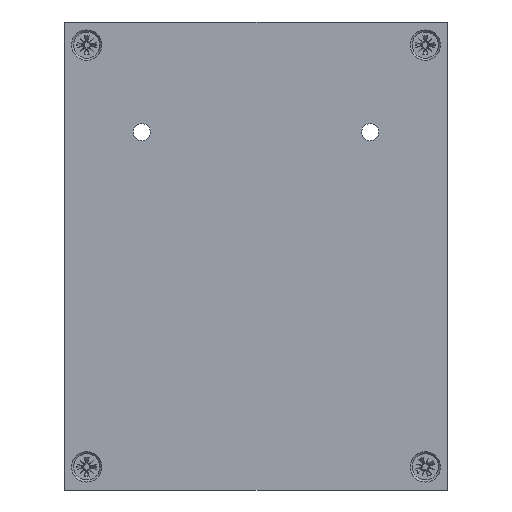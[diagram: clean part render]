
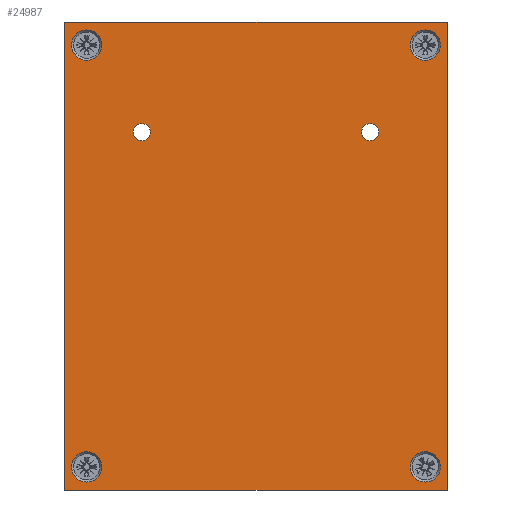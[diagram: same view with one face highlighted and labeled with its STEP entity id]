
A CAD part, front view. The second image highlights one B-rep face of the part: STEP entity #24987.
In plain terms, the highlighted planar face has unit normal (0, -1, 0).
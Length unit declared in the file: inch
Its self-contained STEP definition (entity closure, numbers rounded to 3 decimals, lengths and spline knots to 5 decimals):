
#308 = AXIS2_PLACEMENT_3D ( 'NONE', #20952, #4819, #28112 ) ;
#1918 = VERTEX_POINT ( 'NONE', #28584 ) ;
#2688 = AXIS2_PLACEMENT_3D ( 'NONE', #24965, #40658, #5496 ) ;
#2716 = ORIENTED_EDGE ( 'NONE', *, *, #28318, .T. ) ;
#3210 = EDGE_CURVE ( 'NONE', #11865, #32428, #37034, .T. ) ;
#3216 = ORIENTED_EDGE ( 'NONE', *, *, #43408, .T. ) ;
#3422 = AXIS2_PLACEMENT_3D ( 'NONE', #47936, #43586, #24071 ) ;
#3553 = FACE_BOUND ( 'NONE', #16300, .T. ) ;
#3760 = CARTESIAN_POINT ( 'NONE',  ( -1.99987, -0.31353, 3.24606 ) ) ;
#4201 = AXIS2_PLACEMENT_3D ( 'NONE', #32297, #4907, #27936 ) ;
#4333 = CIRCLE ( 'NONE', #2688, 0.1378 ) ;
#4819 = DIRECTION ( 'NONE',  ( 0., 1., 0. ) ) ;
#4907 = DIRECTION ( 'NONE',  ( 0., 1., 0. ) ) ;
#5348 = ORIENTED_EDGE ( 'NONE', *, *, #20600, .T. ) ;
#5496 = DIRECTION ( 'NONE',  ( 1., 0., 0. ) ) ;
#5587 = CIRCLE ( 'NONE', #12021, 0.1378 ) ;
#7118 = DIRECTION ( 'NONE',  ( 1., 0., 0. ) ) ;
#7151 = FACE_BOUND ( 'NONE', #22502, .T. ) ;
#7487 = CIRCLE ( 'NONE', #4201, 0.1378 ) ;
#7527 = CARTESIAN_POINT ( 'NONE',  ( 0.63186, -0.31353, 4.03606 ) ) ;
#7688 = CIRCLE ( 'NONE', #308, 0.1378 ) ;
#8830 = CARTESIAN_POINT ( 'NONE',  ( -2.77727, -0.31353, 0. ) ) ;
#8944 = AXIS2_PLACEMENT_3D ( 'NONE', #19768, #39534, #35378 ) ;
#8961 = LINE ( 'NONE', #35881, #46156 ) ;
#9568 = DIRECTION ( 'NONE',  ( 0., 0., 1. ) ) ;
#10502 = EDGE_CURVE ( 'NONE', #48607, #10655, #8961, .T. ) ;
#10560 = CIRCLE ( 'NONE', #8944, 0.07799 ) ;
#10655 = VERTEX_POINT ( 'NONE', #8830 ) ;
#10695 = FACE_BOUND ( 'NONE', #13500, .T. ) ;
#11182 = DIRECTION ( 'NONE',  ( 1., 0., 0. ) ) ;
#11865 = VERTEX_POINT ( 'NONE', #26712 ) ;
#12021 = AXIS2_PLACEMENT_3D ( 'NONE', #30486, #46169, #11182 ) ;
#12057 = VERTEX_POINT ( 'NONE', #7527 ) ;
#12572 = LINE ( 'NONE', #47798, #33803 ) ;
#13170 = EDGE_LOOP ( 'NONE', ( #2716 ) ) ;
#13500 = EDGE_LOOP ( 'NONE', ( #36918 ) ) ;
#14208 = EDGE_CURVE ( 'NONE', #34065, #34065, #7688, .T. ) ;
#14641 = CARTESIAN_POINT ( 'NONE',  ( -2.77727, -0.31353, 4.24606 ) ) ;
#16300 = EDGE_LOOP ( 'NONE', ( #25436 ) ) ;
#19768 = CARTESIAN_POINT ( 'NONE',  ( -2.07786, -0.31353, 3.24606 ) ) ;
#20600 = EDGE_CURVE ( 'NONE', #1918, #1918, #22258, .T. ) ;
#20731 = EDGE_LOOP ( 'NONE', ( #5348 ) ) ;
#20952 = CARTESIAN_POINT ( 'NONE',  ( 0.49407, -0.31353, 0.21 ) ) ;
#21551 = ORIENTED_EDGE ( 'NONE', *, *, #36007, .T. ) ;
#21836 = ORIENTED_EDGE ( 'NONE', *, *, #49717, .T. ) ;
#21860 = CARTESIAN_POINT ( 'NONE',  ( 0.69241, -0.31353, 0. ) ) ;
#22258 = CIRCLE ( 'NONE', #3422, 0.07799 ) ;
#22502 = EDGE_LOOP ( 'NONE', ( #21836 ) ) ;
#23168 = VECTOR ( 'NONE', #7118, 39.37008 ) ;
#24071 = DIRECTION ( 'NONE',  ( 1., 0., 0. ) ) ;
#24965 = CARTESIAN_POINT ( 'NONE',  ( -2.57893, -0.31353, 4.03606 ) ) ;
#24987 = ADVANCED_FACE ( 'NONE', ( #45659, #7151, #10695, #3553, #37975, #49784, #30502 ), #34577, .T. ) ;
#25436 = ORIENTED_EDGE ( 'NONE', *, *, #14208, .T. ) ;
#25803 = VERTEX_POINT ( 'NONE', #37645 ) ;
#26191 = EDGE_LOOP ( 'NONE', ( #43447, #42327, #38963, #21551 ) ) ;
#26712 = CARTESIAN_POINT ( 'NONE',  ( 0.69241, -0.31353, 0. ) ) ;
#26841 = VERTEX_POINT ( 'NONE', #38705 ) ;
#27936 = DIRECTION ( 'NONE',  ( 1., 0., 0. ) ) ;
#28112 = DIRECTION ( 'NONE',  ( 1., 0., 0. ) ) ;
#28318 = EDGE_CURVE ( 'NONE', #12057, #12057, #7487, .T. ) ;
#28584 = CARTESIAN_POINT ( 'NONE',  ( 0.071, -0.31353, 3.24606 ) ) ;
#30240 = CARTESIAN_POINT ( 'NONE',  ( 0.63186, -0.31353, 0.21 ) ) ;
#30486 = CARTESIAN_POINT ( 'NONE',  ( -2.57893, -0.31353, 0.21 ) ) ;
#30502 = FACE_OUTER_BOUND ( 'NONE', #26191, .T. ) ;
#32297 = CARTESIAN_POINT ( 'NONE',  ( 0.49407, -0.31353, 4.03606 ) ) ;
#32428 = VERTEX_POINT ( 'NONE', #39124 ) ;
#33803 = VECTOR ( 'NONE', #46359, 39.37008 ) ;
#34065 = VERTEX_POINT ( 'NONE', #30240 ) ;
#34497 = VECTOR ( 'NONE', #9568, 39.37008 ) ;
#34577 = PLANE ( 'NONE',  #48202 ) ;
#35378 = DIRECTION ( 'NONE',  ( 1., 0., 0. ) ) ;
#35881 = CARTESIAN_POINT ( 'NONE',  ( -2.77727, -0.31353, 0. ) ) ;
#36007 = EDGE_CURVE ( 'NONE', #10655, #11865, #49513, .T. ) ;
#36918 = ORIENTED_EDGE ( 'NONE', *, *, #42711, .T. ) ;
#37034 = LINE ( 'NONE', #21860, #34497 ) ;
#37645 = CARTESIAN_POINT ( 'NONE',  ( -2.44113, -0.31353, 4.03606 ) ) ;
#37975 = FACE_BOUND ( 'NONE', #41490, .T. ) ;
#38371 = EDGE_CURVE ( 'NONE', #32428, #48607, #12572, .T. ) ;
#38705 = CARTESIAN_POINT ( 'NONE',  ( -2.44113, -0.31353, 0.21 ) ) ;
#38963 = ORIENTED_EDGE ( 'NONE', *, *, #10502, .T. ) ;
#39124 = CARTESIAN_POINT ( 'NONE',  ( 0.69241, -0.31353, 4.24606 ) ) ;
#39534 = DIRECTION ( 'NONE',  ( 0., 1., 0. ) ) ;
#40560 = DIRECTION ( 'NONE',  ( 0., 0., -1. ) ) ;
#40658 = DIRECTION ( 'NONE',  ( 0., 1., 0. ) ) ;
#41490 = EDGE_LOOP ( 'NONE', ( #3216 ) ) ;
#42309 = CARTESIAN_POINT ( 'NONE',  ( 0.69241, -0.31353, 0. ) ) ;
#42327 = ORIENTED_EDGE ( 'NONE', *, *, #38371, .T. ) ;
#42711 = EDGE_CURVE ( 'NONE', #26841, #26841, #5587, .T. ) ;
#43408 = EDGE_CURVE ( 'NONE', #50739, #50739, #10560, .T. ) ;
#43447 = ORIENTED_EDGE ( 'NONE', *, *, #3210, .T. ) ;
#43586 = DIRECTION ( 'NONE',  ( 0., 1., 0. ) ) ;
#45659 = FACE_BOUND ( 'NONE', #13170, .T. ) ;
#46156 = VECTOR ( 'NONE', #40560, 39.37008 ) ;
#46169 = DIRECTION ( 'NONE',  ( 0., 1., 0. ) ) ;
#46182 = CARTESIAN_POINT ( 'NONE',  ( 0.69241, -0.31353, 0. ) ) ;
#46359 = DIRECTION ( 'NONE',  ( -1., 0., 0. ) ) ;
#46427 = DIRECTION ( 'NONE',  ( 1., 0., 0. ) ) ;
#47798 = CARTESIAN_POINT ( 'NONE',  ( 0.69241, -0.31353, 4.24606 ) ) ;
#47936 = CARTESIAN_POINT ( 'NONE',  ( -0.007, -0.31353, 3.24606 ) ) ;
#48202 = AXIS2_PLACEMENT_3D ( 'NONE', #46182, #50285, #46427 ) ;
#48607 = VERTEX_POINT ( 'NONE', #14641 ) ;
#49513 = LINE ( 'NONE', #42309, #23168 ) ;
#49717 = EDGE_CURVE ( 'NONE', #25803, #25803, #4333, .T. ) ;
#49784 = FACE_BOUND ( 'NONE', #20731, .T. ) ;
#50285 = DIRECTION ( 'NONE',  ( 0., -1., 0. ) ) ;
#50739 = VERTEX_POINT ( 'NONE', #3760 ) ;
